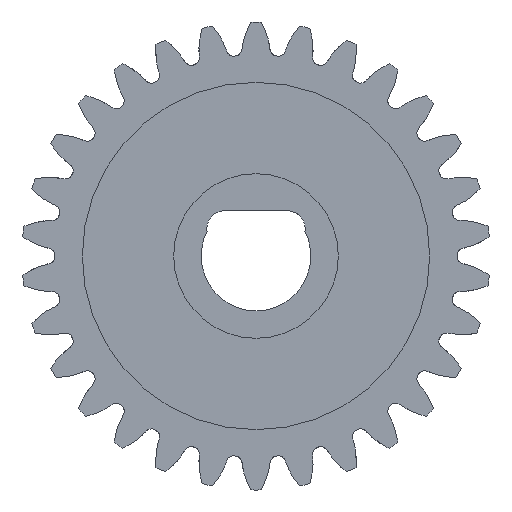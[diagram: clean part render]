
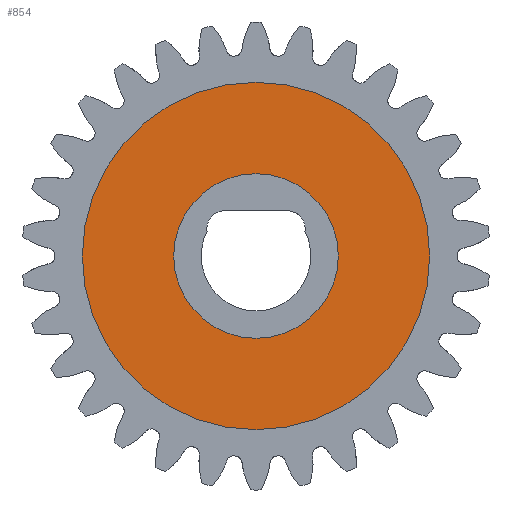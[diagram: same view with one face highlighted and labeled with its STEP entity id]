
A CAD part, front view. The second image highlights one B-rep face of the part: STEP entity #854.
In plain terms, the highlighted planar face has unit normal (0, -1, 0).
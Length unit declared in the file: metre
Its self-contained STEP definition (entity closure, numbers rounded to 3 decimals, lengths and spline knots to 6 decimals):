
#854 = ADVANCED_FACE( '', ( #1723, #1724 ), #1725, .T. );
#1723 = FACE_BOUND( '', #3393, .T. );
#1724 = FACE_OUTER_BOUND( '', #3394, .T. );
#1725 = PLANE( '', #3395 );
#3393 = EDGE_LOOP( '', ( #6971 ) );
#3394 = EDGE_LOOP( '', ( #6972 ) );
#3395 = AXIS2_PLACEMENT_3D( '', #6973, #6974, #6975 );
#6971 = ORIENTED_EDGE( '', *, *, #8413, .F. );
#6972 = ORIENTED_EDGE( '', *, *, #8414, .T. );
#6973 = CARTESIAN_POINT( '', ( 0., -0.003, 0. ) );
#6974 = DIRECTION( '', ( 0., -1., 0. ) );
#6975 = DIRECTION( '', ( 1., 0., 0. ) );
#8413 = EDGE_CURVE( '', #10046, #10046, #10047, .T. );
#8414 = EDGE_CURVE( '', #10048, #10048, #10049, .T. );
#10046 = VERTEX_POINT( '', #15335 );
#10047 = CIRCLE( '', #15336, 0.0045 );
#10048 = VERTEX_POINT( '', #15337 );
#10049 = CIRCLE( '', #15338, 0.0095 );
#15335 = CARTESIAN_POINT( '', ( 0.0045, -0.003, 0. ) );
#15336 = AXIS2_PLACEMENT_3D( '', #16215, #16216, #16217 );
#15337 = CARTESIAN_POINT( '', ( 0.0095, -0.003, 0. ) );
#15338 = AXIS2_PLACEMENT_3D( '', #16218, #16219, #16220 );
#16215 = CARTESIAN_POINT( '', ( 0., -0.003, 0. ) );
#16216 = DIRECTION( '', ( 0., -1., 0. ) );
#16217 = DIRECTION( '', ( 1., 0., 0. ) );
#16218 = CARTESIAN_POINT( '', ( 0., -0.003, 0. ) );
#16219 = DIRECTION( '', ( 0., -1., 0. ) );
#16220 = DIRECTION( '', ( 1., 0., 0. ) );
